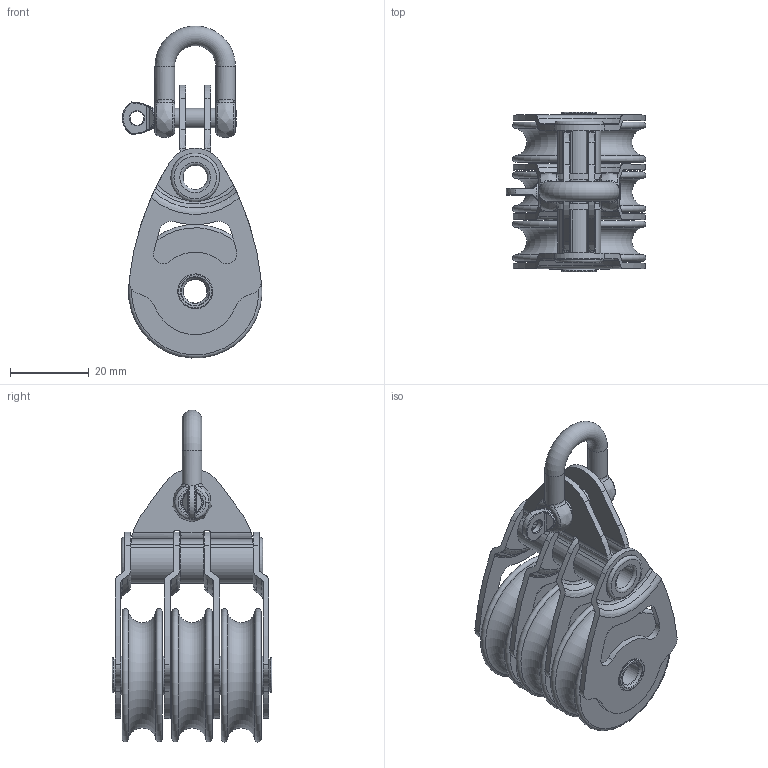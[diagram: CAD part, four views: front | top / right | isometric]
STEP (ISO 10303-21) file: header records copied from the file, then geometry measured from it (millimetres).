
FILE_DESCRIPTION(/* description */ (''),/* implementation_level */ '2;1');
FILE_NAME(/* name */ '00305.stp',/* time_stamp */ '2021-03-23T15:00:18+01:00',/* author */ ('lucade'),/* organization */ (''),/* preprocessor_version */ 'ST-DEVELOPER v18.1',/* originating_system */ 'Autodesk Inventor 2021',/* authorisation */ '');
FILE_SCHEMA (('AUTOMOTIVE_DESIGN { 1 0 10303 214 3 1 1 }'));
Length unit declared in the file: millimetre
Products named in the file (1): 21032319
Bounding box: 35.58 x 40.71 x 84.57 mm (x, y, z)
Volume: 31130.9 mm3; surface area: 23449.6 mm2
Topology: 2 solids, 4 shells, 403 faces, 1053 edges, 653 vertices
Faces by surface type: cylinder 152, plane 105, bspline 66, torus 60, cone 17, sphere 3
Full cylindrical faces by diameter (mm): 3.5 x1, 5 x3, 5.2 x2, 5.5 x1, 6 x1, 6.2 x1, 8 x5, 8.2 x9, 10 x6, 12.4 x2
Entity records: 18807 total; most frequent: CARTESIAN_POINT 8915, ORIENTED_EDGE 2098, DIRECTION 2081, EDGE_CURVE 1049, AXIS2_PLACEMENT_3D 871, VERTEX_POINT 653, CIRCLE 529, EDGE_LOOP 452
